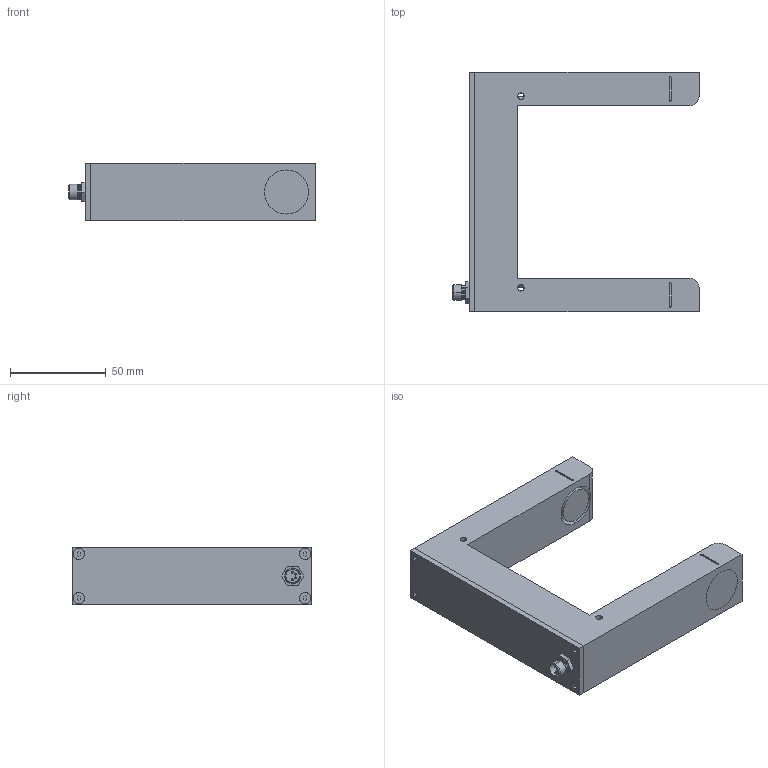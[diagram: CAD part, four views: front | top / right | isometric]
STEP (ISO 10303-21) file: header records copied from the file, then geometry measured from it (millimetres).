
FILE_DESCRIPTION((''),'2;1');
FILE_NAME('040526.1a.stp','2006-09-21T16:26:46',(''),(''),'Mechanical Desktop 2007','Mechanical Desktop 2007',', , ');
FILE_SCHEMA(('CONFIG_CONTROL_DESIGN'));
Length unit declared in the file: millimetre
Products named in the file (20): K0405261; K0310204; K0310204A; ULTRASCHALLWANDLER_MA200A1A; ULTRASCHALLWANDLER_MA200A1; SENKSCHRAUBE_I-6KT_M3X8_ROSTFA; SENKSCHRAUBE_I-6KT_M3X8_ROSTF; K0310205; K0310205A; DINA4VA; K0310206; K0310206A; DINA4V; K0405262; K0405262A; K0405263; K0405263A; MINIATUR_RUNDSTECKER_RSMF_4; MINIATUR_RUNDSTECKER_RSMF_4A; RM_SDB
Assembly tree (26 placements, depth 3):
  K0405261
    K0310204  x2
      K0310204A
    ULTRASCHALLWANDLER_MA200A1A  x2
      ULTRASCHALLWANDLER_MA200A1
    SENKSCHRAUBE_I-6KT_M3X8_ROSTFA  x4
      SENKSCHRAUBE_I-6KT_M3X8_ROSTF
    K0310205
      K0310205A
      DINA4VA
    K0310206
      K0310206A
      DINA4V
    K0405262
      K0405262A
    K0405263
      K0405263A
    MINIATUR_RUNDSTECKER_RSMF_4
      MINIATUR_RUNDSTECKER_RSMF_4A
    RM_SDB  x3
Bounding box: 128.5 x 125 x 30 mm (x, y, z)
Volume: 93605.7 mm3; surface area: 66604.6 mm2
Topology: 13 solids, 13 shells, 285 faces, 654 edges, 406 vertices
Faces by surface type: cylinder 118, plane 107, cone 52, bspline 8
Entity records: 7636 total; most frequent: CARTESIAN_POINT 1993, DIRECTION 1192, ORIENTED_EDGE 1040, EDGE_CURVE 520, AXIS2_PLACEMENT_3D 460, VERTEX_POINT 328, VECTOR 272, LINE 272
